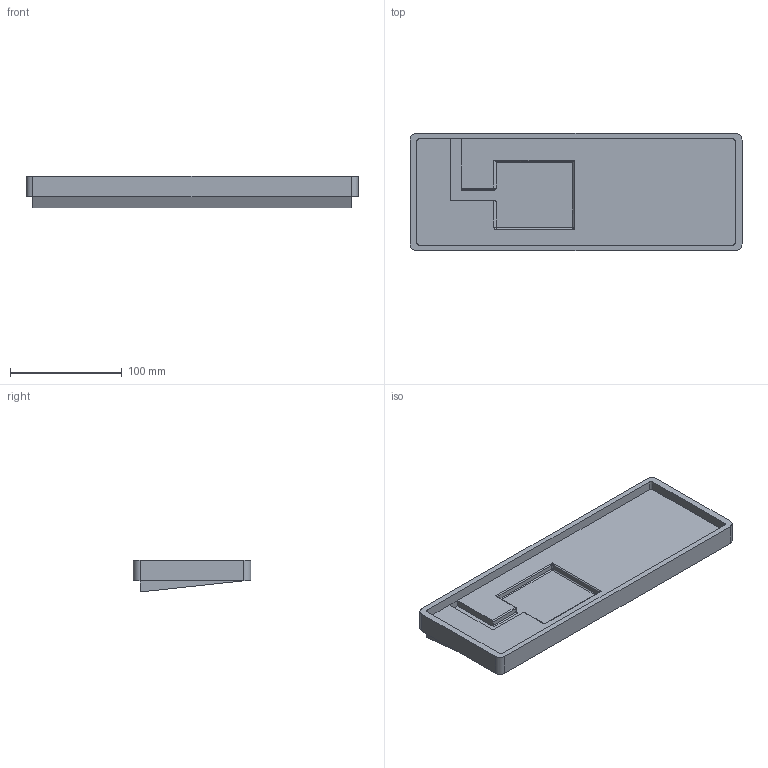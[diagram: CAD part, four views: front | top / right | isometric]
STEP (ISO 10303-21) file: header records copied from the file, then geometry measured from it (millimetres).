
FILE_DESCRIPTION(('FreeCAD Model'),'2;1');
FILE_NAME('Open CASCADE Shape Model','2024-02-07T17:53:37',(''),(''), 'Open CASCADE STEP processor 7.6','FreeCAD','Unknown');
FILE_SCHEMA(('AUTOMOTIVE_DESIGN { 1 0 10303 214 1 1 1 1 }'));
Length unit declared in the file: millimetre
Products named in the file (1): Body
Bounding box: 297 x 105 x 28.38 mm (x, y, z)
Volume: 448398.7 mm3; surface area: 89520.5 mm2
Topology: 1 solids, 1 shells, 66 faces, 165 edges, 96 vertices
Faces by surface type: cylinder 29, plane 26, bspline 5, sphere 4, torus 2
Entity records: 2228 total; most frequent: CARTESIAN_POINT 699, DIRECTION 316, ORIENTED_EDGE 316, EDGE_CURVE 158, AXIS2_PLACEMENT_3D 110, VERTEX_POINT 96, LINE 96, VECTOR 96
